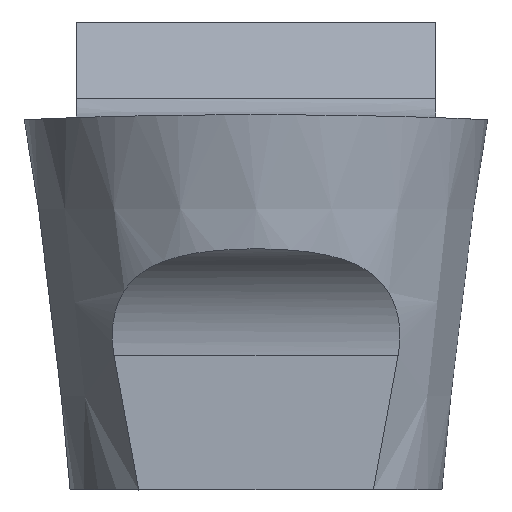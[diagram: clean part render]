
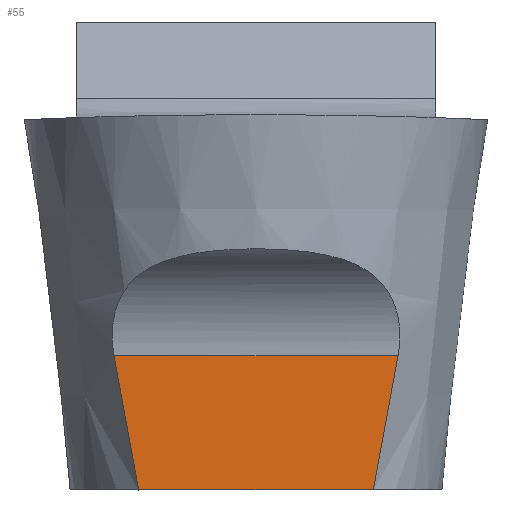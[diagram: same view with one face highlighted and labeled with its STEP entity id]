
A CAD part, front view. The second image highlights one B-rep face of the part: STEP entity #55.
In plain terms, the highlighted planar face has unit normal (0, -1, 0).
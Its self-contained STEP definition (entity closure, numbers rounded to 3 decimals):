
#55=ADVANCED_FACE('SIDE_LO1_AN_SU1',(#95),#79,.F.);
#79=PLANE('',#569);
#95=FACE_OUTER_BOUND('',#121,.T.);
#121=EDGE_LOOP('',(#283,#284,#285,#286));
#163=LINE('',#1109,#203);
#164=LINE('',#1110,#204);
#203=VECTOR('',#625,1.);
#204=VECTOR('',#626,1.);
#283=ORIENTED_EDGE('',*,*,#471,.F.);
#284=ORIENTED_EDGE('',*,*,#457,.F.);
#285=ORIENTED_EDGE('',*,*,#472,.T.);
#286=ORIENTED_EDGE('',*,*,#455,.F.);
#405=VERTEX_POINT('',#933);
#406=VERTEX_POINT('',#938);
#407=VERTEX_POINT('',#979);
#408=VERTEX_POINT('',#984);
#455=EDGE_CURVE('',#405,#406,#516,.T.);
#457=EDGE_CURVE('',#407,#408,#518,.T.);
#471=EDGE_CURVE('',#408,#405,#163,.T.);
#472=EDGE_CURVE('',#407,#406,#164,.T.);
#516=B_SPLINE_CURVE_WITH_KNOTS('',3,(#934,#935,#936,#937),.UNSPECIFIED.,
 .F.,.F.,(4,4),(0.,1.),.UNSPECIFIED.);
#518=B_SPLINE_CURVE_WITH_KNOTS('',3,(#980,#981,#982,#983),.UNSPECIFIED.,
 .F.,.F.,(4,4),(0.,1.),.UNSPECIFIED.);
#569=AXIS2_PLACEMENT_3D('',#1111,#627,#628);
#625=DIRECTION('',(-1.,0.,0.));
#626=DIRECTION('',(-1.,0.,0.));
#627=DIRECTION('',(0.,1.,0.));
#628=DIRECTION('',(0.,0.,1.));
#933=CARTESIAN_POINT('',(-2.026,-14.528,-6.389));
#934=CARTESIAN_POINT('',(-2.026,-14.528,-6.389));
#935=CARTESIAN_POINT('',(-2.176,-14.528,-5.619));
#936=CARTESIAN_POINT('',(-2.317,-14.528,-4.846));
#937=CARTESIAN_POINT('',(-2.452,-14.528,-4.072));
#938=CARTESIAN_POINT('',(-2.452,-14.528,-4.072));
#979=CARTESIAN_POINT('',(2.452,-14.528,-4.072));
#980=CARTESIAN_POINT('',(2.452,-14.528,-4.072));
#981=CARTESIAN_POINT('',(2.317,-14.528,-4.846));
#982=CARTESIAN_POINT('',(2.176,-14.528,-5.619));
#983=CARTESIAN_POINT('',(2.026,-14.528,-6.389));
#984=CARTESIAN_POINT('',(2.026,-14.528,-6.389));
#1109=CARTESIAN_POINT('',(-5.,-14.528,-6.389));
#1110=CARTESIAN_POINT('',(-5.,-14.528,-4.072));
#1111=CARTESIAN_POINT('',(-5.,-14.528,-8.889));
